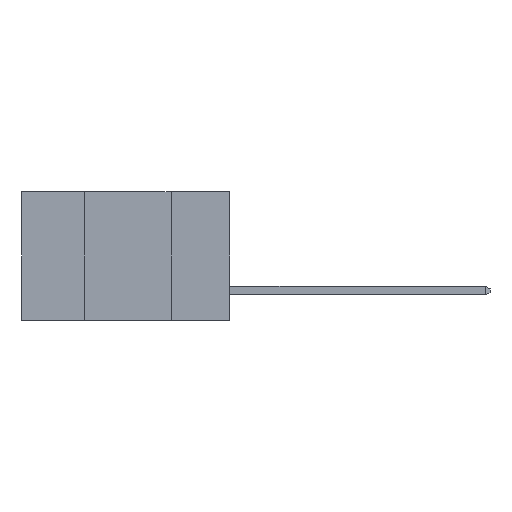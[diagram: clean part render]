
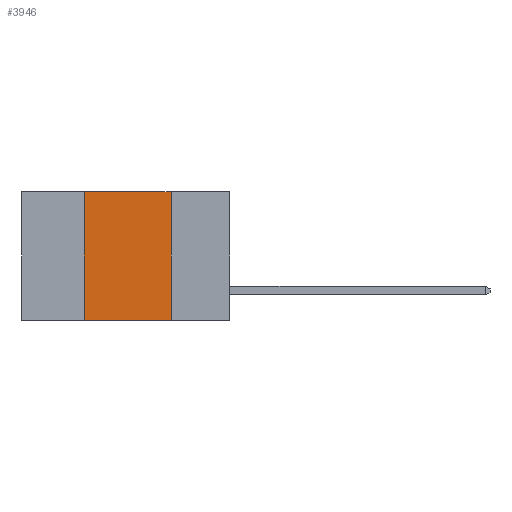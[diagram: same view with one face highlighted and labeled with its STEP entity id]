
A CAD part, left-side view. The second image highlights one B-rep face of the part: STEP entity #3946.
In plain terms, the highlighted planar face has unit normal (-1, 0, 0).
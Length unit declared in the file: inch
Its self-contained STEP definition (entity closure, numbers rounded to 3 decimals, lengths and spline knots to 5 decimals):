
#1267 = AXIS2_PLACEMENT_3D ( 'NONE', #8098, #8263, #8267 ) ;
#2192 = VECTOR ( 'NONE', #12336, 39.37008 ) ;
#2290 = CARTESIAN_POINT ( 'NONE',  ( 0., 0.6, 0. ) ) ;
#2381 = VECTOR ( 'NONE', #8078, 39.37008 ) ;
#2538 = VECTOR ( 'NONE', #12322, 39.37008 ) ;
#2747 = ORIENTED_EDGE ( 'NONE', *, *, #7671, .F. ) ;
#3136 = ORIENTED_EDGE ( 'NONE', *, *, #7023, .F. ) ;
#3233 = VERTEX_POINT ( 'NONE', #8162 ) ;
#3946 = ADVANCED_FACE ( 'NONE', ( #15830 ), #4403, .F. ) ;
#4378 = VECTOR ( 'NONE', #6601, 39.37008 ) ;
#4403 = PLANE ( 'NONE',  #1267 ) ;
#4519 = CARTESIAN_POINT ( 'NONE',  ( 0., 0.42, -0.37 ) ) ;
#5127 = CARTESIAN_POINT ( 'NONE',  ( 0., 0.17, 0. ) ) ;
#5326 = LINE ( 'NONE', #2290, #2381 ) ;
#5964 = VERTEX_POINT ( 'NONE', #5127 ) ;
#6209 = EDGE_CURVE ( 'NONE', #5964, #3233, #8095, .T. ) ;
#6442 = ORIENTED_EDGE ( 'NONE', *, *, #8698, .T. ) ;
#6497 = VERTEX_POINT ( 'NONE', #9136 ) ;
#6601 = DIRECTION ( 'NONE',  ( 0., 0., -1. ) ) ;
#7023 = EDGE_CURVE ( 'NONE', #13760, #6497, #9196, .T. ) ;
#7671 = EDGE_CURVE ( 'NONE', #6497, #5964, #5326, .T. ) ;
#8078 = DIRECTION ( 'NONE',  ( 0., -1., 0. ) ) ;
#8095 = LINE ( 'NONE', #11673, #4378 ) ;
#8098 = CARTESIAN_POINT ( 'NONE',  ( 0., 0.6, 0. ) ) ;
#8162 = CARTESIAN_POINT ( 'NONE',  ( 0., 0.17, -0.37 ) ) ;
#8263 = DIRECTION ( 'NONE',  ( 1., 0., 0. ) ) ;
#8267 = DIRECTION ( 'NONE',  ( 0., 0., -1. ) ) ;
#8393 = LINE ( 'NONE', #11033, #2538 ) ;
#8698 = EDGE_CURVE ( 'NONE', #13760, #3233, #8393, .T. ) ;
#9136 = CARTESIAN_POINT ( 'NONE',  ( 0., 0.42, 0. ) ) ;
#9196 = LINE ( 'NONE', #14638, #2192 ) ;
#9680 = EDGE_LOOP ( 'NONE', ( #15257, #2747, #3136, #6442 ) ) ;
#11033 = CARTESIAN_POINT ( 'NONE',  ( 0., 0.6, -0.37 ) ) ;
#11673 = CARTESIAN_POINT ( 'NONE',  ( 0., 0.17, 0. ) ) ;
#12322 = DIRECTION ( 'NONE',  ( 0., -1., 0. ) ) ;
#12336 = DIRECTION ( 'NONE',  ( 0., 0., 1. ) ) ;
#13760 = VERTEX_POINT ( 'NONE', #4519 ) ;
#14638 = CARTESIAN_POINT ( 'NONE',  ( 0., 0.42, 0. ) ) ;
#15257 = ORIENTED_EDGE ( 'NONE', *, *, #6209, .F. ) ;
#15830 = FACE_OUTER_BOUND ( 'NONE', #9680, .T. ) ;
